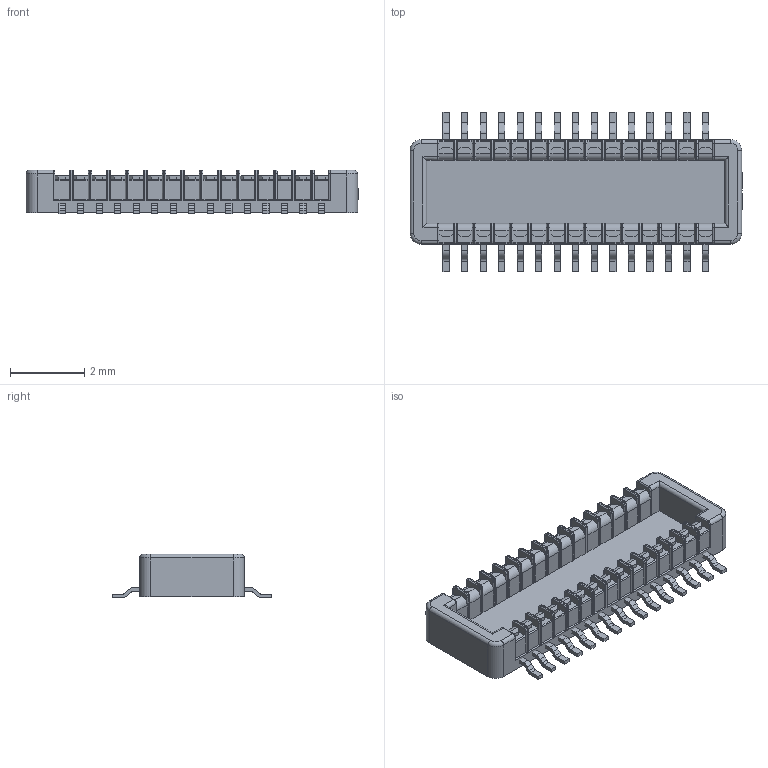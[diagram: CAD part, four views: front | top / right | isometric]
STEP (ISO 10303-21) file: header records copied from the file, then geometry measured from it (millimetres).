
FILE_DESCRIPTION (( 'STEP AP214' ), '1' );
FILE_NAME ('MXJ-30P-L9.0-W2.8-H1.2-LS4.3-P0.5.step', '2022-06-20T13:18:07', ( '' ), ( '' ), 'SwSTEP 2.0', 'SolidWorks 2020', '' );
FILE_SCHEMA (( 'AUTOMOTIVE_DESIGN' ));
Length unit declared in the file: millimetre
Products named in the file (1): MXJ-30P-L9.0-W2.8-H1.2-LS4.3-P0.5
Bounding box: 8.96 x 4.3 x 1.18 mm (x, y, z)
Volume: 16.1 mm3; surface area: 157 mm2
Topology: 31 solids, 31 shells, 2019 faces, 5001 edges, 3070 vertices
Faces by surface type: plane 1231, cylinder 552, torus 124, bspline 112
Entity records: 79379 total; most frequent: CARTESIAN_POINT 12387, ORIENTED_EDGE 10002, DIRECTION 9625, EDGE_CURVE 5001, LINE 3609, VECTOR 3609, VERTEX_POINT 3070, AXIS2_PLACEMENT_3D 3008
